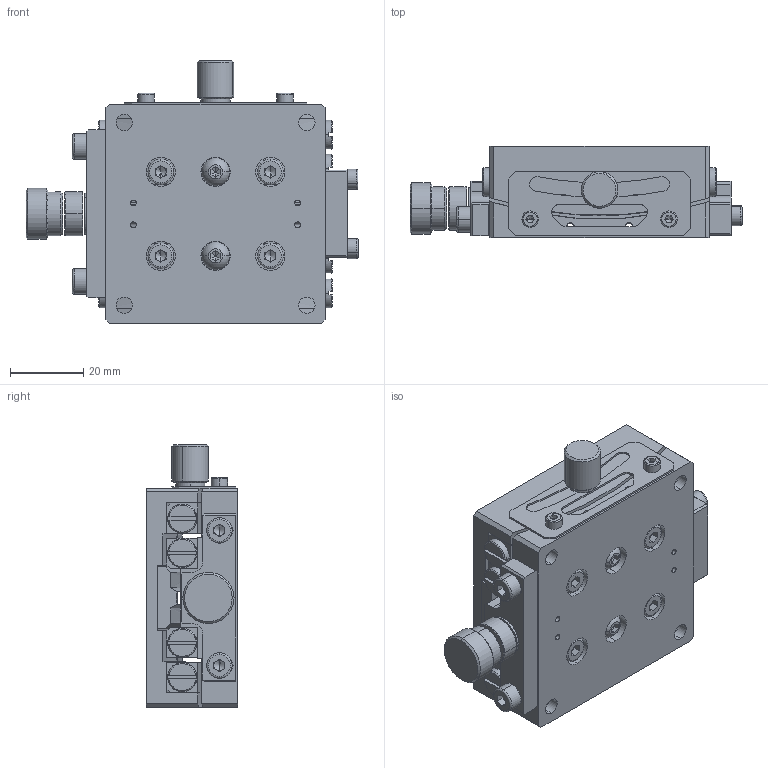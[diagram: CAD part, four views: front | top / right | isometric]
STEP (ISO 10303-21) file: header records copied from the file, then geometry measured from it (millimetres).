
FILE_DESCRIPTION (( 'STEP AP203' ), '1' );
FILE_NAME ('AKG75-60(AP203).STEP', '2019-11-10T07:12:58', ( '' ), ( '' ), 'SwSTEP 2.0', 'SolidWorks 2017', '' );
FILE_SCHEMA (( 'CONFIG_CONTROL_DESIGN' ));
Length unit declared in the file: millimetre
Products named in the file (1): AKG75-60(AP203)
Bounding box: 90.9 x 25 x 72 mm (x, y, z)
Surface area: 37427 mm2 (no closed solid volume)
Topology: 0 solids, 55 shells, 810 faces, 2705 edges, 1815 vertices
Faces by surface type: plane 472, cylinder 201, cone 87, torus 44, sphere 4, bspline 2
Entity records: 31738 total; most frequent: CARTESIAN_POINT 8329, DIRECTION 4936, ORIENTED_EDGE 4346, EDGE_CURVE 2661, VERTEX_POINT 1815, AXIS2_PLACEMENT_3D 1665, VECTOR 1606, LINE 1606
